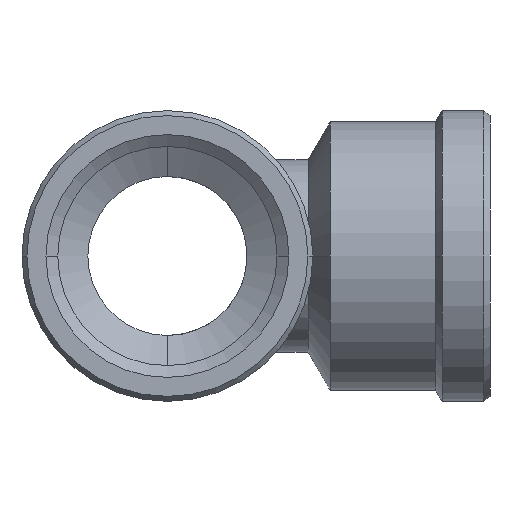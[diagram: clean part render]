
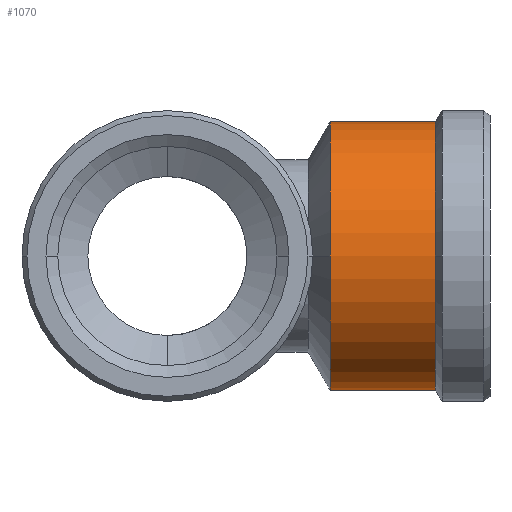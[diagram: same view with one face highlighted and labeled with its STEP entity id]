
A CAD part, left-side view. The second image highlights one B-rep face of the part: STEP entity #1070.
In plain terms, the highlighted cylindrical face has radius 14.75 mm (diameter 29.5 mm), a partial arc.
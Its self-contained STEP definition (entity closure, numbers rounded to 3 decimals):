
#1070=ADVANCED_FACE('NONE',(#2201),#2202,.T.);
#2201=FACE_OUTER_BOUND('',#5161,.T.);
#2202=CYLINDRICAL_SURFACE('',#5162,14.75);
#5161=EDGE_LOOP('',(#8142,#8143,#8144,#8145,#8146,#8147));
#5162=AXIS2_PLACEMENT_3D('',#8148,#8149,#8150);
#8142=ORIENTED_EDGE('',*,*,#9709,.F.);
#8143=ORIENTED_EDGE('',*,*,#9076,.T.);
#8144=ORIENTED_EDGE('',*,*,#10099,.T.);
#8145=ORIENTED_EDGE('',*,*,#9710,.T.);
#8146=ORIENTED_EDGE('',*,*,#9593,.F.);
#8147=ORIENTED_EDGE('',*,*,#8940,.F.);
#8148=CARTESIAN_POINT('',(0.,-23.698,0.0));
#8149=DIRECTION('',(0.0,-1.0,0.0));
#8150=DIRECTION('',(0.0,0.0,1.0));
#8940=EDGE_CURVE('NONE',#10566,#10558,#10568,.T.);
#9076=EDGE_CURVE('NONE',#10808,#10805,#10809,.T.);
#9593=EDGE_CURVE('NONE',#10558,#11621,#11622,.T.);
#9709=EDGE_CURVE('NONE',#10808,#10566,#11787,.T.);
#9710=EDGE_CURVE('NONE',#11788,#11621,#11789,.T.);
#10099=EDGE_CURVE('NONE',#10805,#11788,#12260,.T.);
#10558=VERTEX_POINT('NONE',#13026);
#10566=VERTEX_POINT('NONE',#13036);
#10568=CIRCLE('',#13038,14.75);
#10805=VERTEX_POINT('NONE',#13507);
#10808=VERTEX_POINT('NONE',#13511);
#10809=CIRCLE('',#13512,14.75);
#11621=VERTEX_POINT('NONE',#15132);
#11622=CIRCLE('',#15133,14.75);
#11787=LINE('',#15462,#15463);
#11788=VERTEX_POINT('NONE',#15464);
#11789=LINE('',#15465,#15466);
#12260=CIRCLE('',#16592,14.75);
#13026=CARTESIAN_POINT('',(-14.75,-17.896,0.));
#13036=CARTESIAN_POINT('',(0.,-17.896,-14.75));
#13038=AXIS2_PLACEMENT_3D('',#16970,#16971,#16972);
#13507=CARTESIAN_POINT('',(-14.75,-29.5,0.));
#13511=CARTESIAN_POINT('',(0.,-29.5,-14.75));
#13512=AXIS2_PLACEMENT_3D('',#17069,#17070,#17071);
#15132=CARTESIAN_POINT('',(0.,-17.896,14.75));
#15133=AXIS2_PLACEMENT_3D('',#17465,#17466,#17467);
#15462=CARTESIAN_POINT('',(0.,-23.698,-14.75));
#15463=VECTOR('',#17563,1000.0);
#15464=CARTESIAN_POINT('',(0.,-29.5,14.75));
#15465=CARTESIAN_POINT('',(0.,-23.698,14.75));
#15466=VECTOR('',#17564,1000.0);
#16592=AXIS2_PLACEMENT_3D('',#17739,#17740,#17741);
#16970=CARTESIAN_POINT('',(0.,-17.896,0.0));
#16971=DIRECTION('',(0.,1.0,0.));
#16972=DIRECTION('',(0.,0.,1.0));
#17069=CARTESIAN_POINT('',(0.,-29.5,0.0));
#17070=DIRECTION('',(0.0,1.0,0.0));
#17071=DIRECTION('',(0.0,0.0,1.0));
#17465=CARTESIAN_POINT('',(0.,-17.896,0.0));
#17466=DIRECTION('',(0.,1.0,0.));
#17467=DIRECTION('',(0.,0.,1.0));
#17563=DIRECTION('',(0.0,1.0,0.0));
#17564=DIRECTION('',(0.0,1.0,0.0));
#17739=CARTESIAN_POINT('',(0.,-29.5,0.0));
#17740=DIRECTION('',(0.0,1.0,0.0));
#17741=DIRECTION('',(0.0,0.0,1.0));
